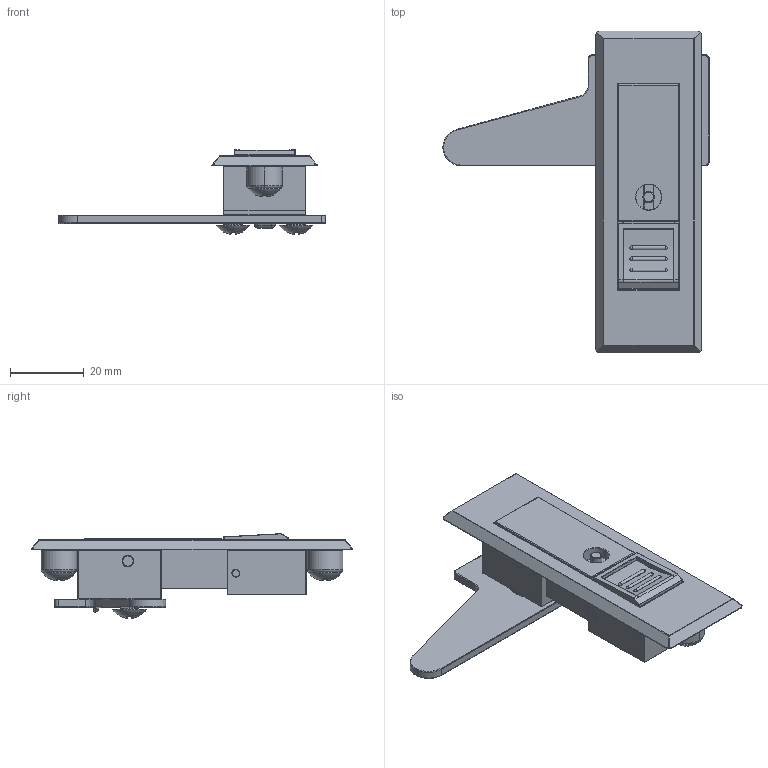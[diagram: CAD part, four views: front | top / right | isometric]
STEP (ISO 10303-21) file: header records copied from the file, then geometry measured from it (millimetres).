
FILE_DESCRIPTION (( 'STEP AP214' ), '1' );
FILE_NAME ('A-2403-3-1.STEP', '2018-06-01T07:55:06', ( '' ), ( '' ), 'SwSTEP 2.0', 'SolidWorks 2010', '' );
FILE_SCHEMA (( 'AUTOMOTIVE_DESIGN' ));
Length unit declared in the file: millimetre
Products named in the file (10): A-2403-3-1; 3mm插銷; 手柄(附鎖芯); 基座; 後蓋; 2mm插銷; 按鈕; M4X4螺絲; 帽型華司; 全平擋片
Assembly tree (13 placements, depth 2):
  A-2403-3-1
    M4X4螺絲  x4
    基座
    帽型華司  x2
    全平擋片
    3mm插銷
    2mm插銷
    手柄(附鎖芯)
    按鈕
    後蓋
Bounding box: 71.99 x 87 x 22.85 mm (x, y, z)
Volume: 17622.2 mm3; surface area: 19113.1 mm2
Topology: 13 solids, 13 shells, 1549 faces, 3727 edges, 2112 vertices
Faces by surface type: cylinder 677, torus 306, plane 262, bspline 188, sphere 116
Entity records: 44479 total; most frequent: CARTESIAN_POINT 15584, DIRECTION 6434, ORIENTED_EDGE 5842, EDGE_CURVE 2921, AXIS2_PLACEMENT_3D 2765, VERTEX_POINT 1703, CIRCLE 1622, EDGE_LOOP 1284
